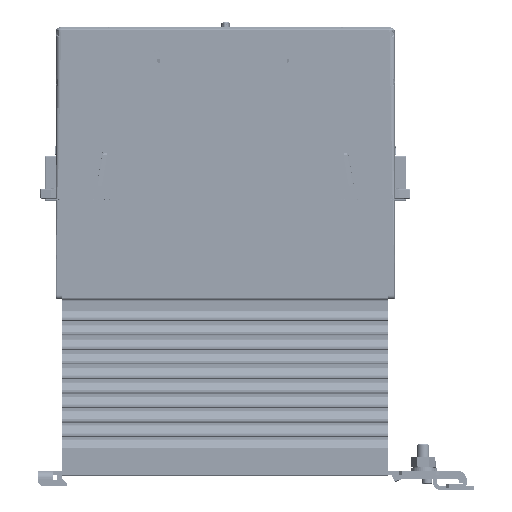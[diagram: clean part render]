
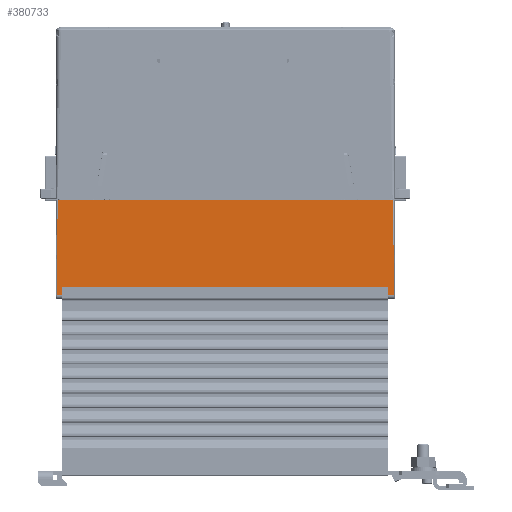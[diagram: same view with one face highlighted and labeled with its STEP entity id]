
A CAD part, left-side view. The second image highlights one B-rep face of the part: STEP entity #380733.
In plain terms, the highlighted planar face has unit normal (1, 0, 0).
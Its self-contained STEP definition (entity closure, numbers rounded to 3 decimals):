
#346492=CARTESIAN_POINT('',(-58.5,-82.1,42.9));
#347197=CARTESIAN_POINT('',(-58.5,-80.035,-4.));
#348732=DIRECTION('',(0.,0.,1.));
#348733=VECTOR('',#348732,19.733);
#348734=CARTESIAN_POINT('',(-58.5,-82.6,-4.));
#348735=LINE('',#348734,#348733);
#348740=DIRECTION('',(0.,0.018,1.));
#348741=VECTOR('',#348740,27.171);
#348742=CARTESIAN_POINT('',(-58.5,-82.6,15.733));
#348743=LINE('',#348742,#348741);
#348744=DIRECTION('',(0.,1.,0.));
#348745=VECTOR('',#348744,164.2);
#348746=CARTESIAN_POINT('',(-58.5,-82.1,42.9));
#348747=LINE('',#348746,#348745);
#348748=DIRECTION('',(0.,0.018,-1.));
#348749=VECTOR('',#348748,27.171);
#348750=CARTESIAN_POINT('',(-58.5,82.1,42.9));
#348751=LINE('',#348750,#348749);
#348752=DIRECTION('',(0.,-0.009,1.));
#348753=VECTOR('',#348752,4.);
#348754=CARTESIAN_POINT('',(-58.5,80.035,-4.));
#348755=LINE('',#348754,#348753);
#348756=DIRECTION('',(0.,-1.,0.));
#348757=VECTOR('',#348756,160.);
#348758=CARTESIAN_POINT('',(-58.5,80.,0.));
#348759=LINE('',#348758,#348757);
#348760=DIRECTION('',(0.,-0.009,-1.));
#348761=VECTOR('',#348760,4.);
#348762=CARTESIAN_POINT('',(-58.5,-80.,0.));
#348763=LINE('',#348762,#348761);
#348764=CARTESIAN_POINT('',(-58.5,82.6,15.733));
#348775=DIRECTION('',(0.,0.,-1.));
#348776=VECTOR('',#348775,19.733);
#348777=CARTESIAN_POINT('',(-58.5,82.6,15.733));
#348778=LINE('',#348777,#348776);
#352207=DIRECTION('',(0.,-1.,0.));
#352208=VECTOR('',#352207,2.565);
#352209=CARTESIAN_POINT('',(-58.5,-80.035,-4.));
#352210=LINE('',#352209,#352208);
#352243=DIRECTION('',(0.,-1.,0.));
#352244=VECTOR('',#352243,2.565);
#352245=CARTESIAN_POINT('',(-58.5,82.6,-4.));
#352246=LINE('',#352245,#352244);
#369359=CARTESIAN_POINT('',(-58.5,-80.,0.));
#369360=VERTEX_POINT('',#369359);
#369361=CARTESIAN_POINT('',(-58.5,80.,0.));
#369362=VERTEX_POINT('',#369361);
#369479=VERTEX_POINT('',#347197);
#370510=VERTEX_POINT('',#346492);
#370511=CARTESIAN_POINT('',(-58.5,82.1,42.9));
#370512=VERTEX_POINT('',#370511);
#372549=CARTESIAN_POINT('',(-58.5,80.035,-4.));
#372550=VERTEX_POINT('',#372549);
#373316=VERTEX_POINT('',#348764);
#373317=CARTESIAN_POINT('',(-58.5,82.6,-4.));
#373318=VERTEX_POINT('',#373317);
#373319=CARTESIAN_POINT('',(-58.5,-82.6,-4.));
#373320=CARTESIAN_POINT('',(-58.5,-82.6,15.733));
#373321=VERTEX_POINT('',#373319);
#373322=VERTEX_POINT('',#373320);
#380712=CARTESIAN_POINT('',(-58.5,0.,19.45));
#380713=DIRECTION('',(1.,0.,0.));
#380714=DIRECTION('',(0.,-1.,0.));
#380715=AXIS2_PLACEMENT_3D('',#380712,#380713,#380714);
#380716=PLANE('',#380715);
#380717=ORIENTED_EDGE('',*,*,#380704,.T.);
#380718=ORIENTED_EDGE('',*,*,#380693,.T.);
#380719=ORIENTED_EDGE('',*,*,#378397,.T.);
#380721=ORIENTED_EDGE('',*,*,#380720,.T.);
#380723=ORIENTED_EDGE('',*,*,#380722,.T.);
#380725=ORIENTED_EDGE('',*,*,#380724,.T.);
#380726=ORIENTED_EDGE('',*,*,#376735,.T.);
#380727=ORIENTED_EDGE('',*,*,#376576,.T.);
#380728=ORIENTED_EDGE('',*,*,#379211,.T.);
#380730=ORIENTED_EDGE('',*,*,#380729,.T.);
#380731=EDGE_LOOP('',(#380717,#380718,#380719,#380721,#380723,#380725,#380726,
#380727,#380728,#380730));
#380732=FACE_OUTER_BOUND('',#380731,.F.);
#376576=EDGE_CURVE('',#369362,#369360,#348759,.T.);
#376735=EDGE_CURVE('',#372550,#369362,#348755,.T.);
#378397=EDGE_CURVE('',#370510,#370512,#348747,.T.);
#379211=EDGE_CURVE('',#369360,#369479,#348763,.T.);
#380693=EDGE_CURVE('',#373322,#370510,#348743,.T.);
#380704=EDGE_CURVE('',#373321,#373322,#348735,.T.);
#380720=EDGE_CURVE('',#370512,#373316,#348751,.T.);
#380722=EDGE_CURVE('',#373316,#373318,#348778,.T.);
#380724=EDGE_CURVE('',#373318,#372550,#352246,.T.);
#380729=EDGE_CURVE('',#369479,#373321,#352210,.T.);
#380733=ADVANCED_FACE('',(#380732),#380716,.T.);
